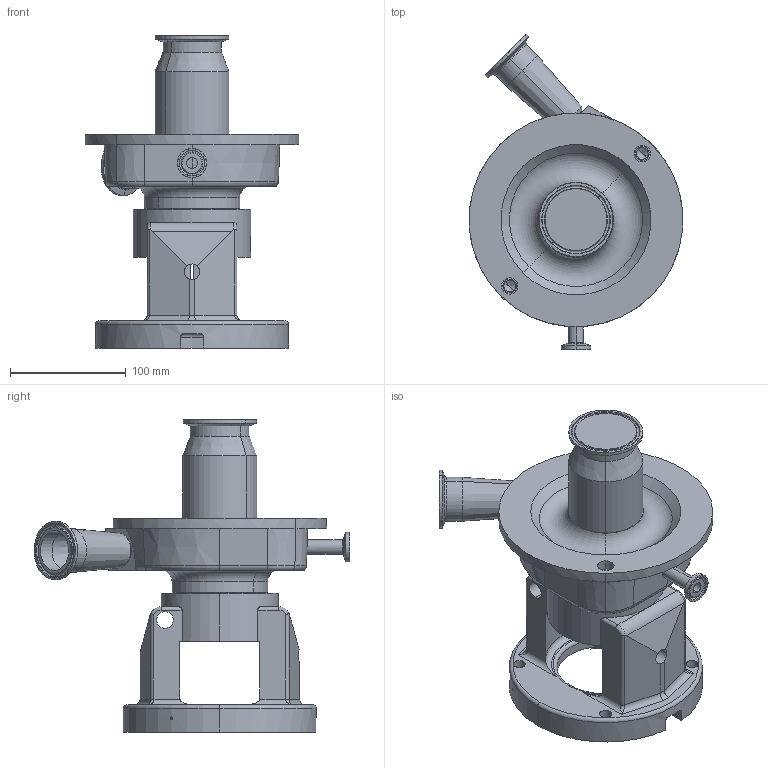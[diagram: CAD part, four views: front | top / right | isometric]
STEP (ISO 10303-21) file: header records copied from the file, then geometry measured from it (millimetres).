
FILE_DESCRIPTION (( 'STEP AP214' ), '1' );
FILE_NAME ('FPX 711-712 56-140TC 45L 1-2 In STRAIGHT DRAIN.STEP', '2022-12-16T20:19:16', ( '' ), ( '' ), 'SwSTEP 2.0', 'SolidWorks 2021', '' );
FILE_SCHEMA (( 'AUTOMOTIVE_DESIGN' ));
Length unit declared in the file: millimetre
Products named in the file (2): FPX 710 140TC 45L 1-2 In STRAIGHT DRAIN^1275000074.STEP; FPX 711-712 56-140TC 45L 1-2 In STRAIGHT DRAIN
Assembly tree (1 placements, depth 2):
  FPX 711-712 56-140TC 45L 1-2 In STRAIGHT DRAIN
    FPX 710 140TC 45L 1-2 In STRAIGHT DRAIN^1275000074.STEP
Bounding box: 184.8 x 273.15 x 270 mm (x, y, z)
Volume: 2024777.8 mm3; surface area: 265379 mm2
Topology: 1 solids, 2 shells, 353 faces, 864 edges, 516 vertices
Faces by surface type: cylinder 146, torus 75, plane 72, cone 52, bspline 8
Entity records: 15624 total; most frequent: CARTESIAN_POINT 7165, DIRECTION 1900, ORIENTED_EDGE 1704, EDGE_CURVE 852, AXIS2_PLACEMENT_3D 788, VERTEX_POINT 516, CIRCLE 439, EDGE_LOOP 390
